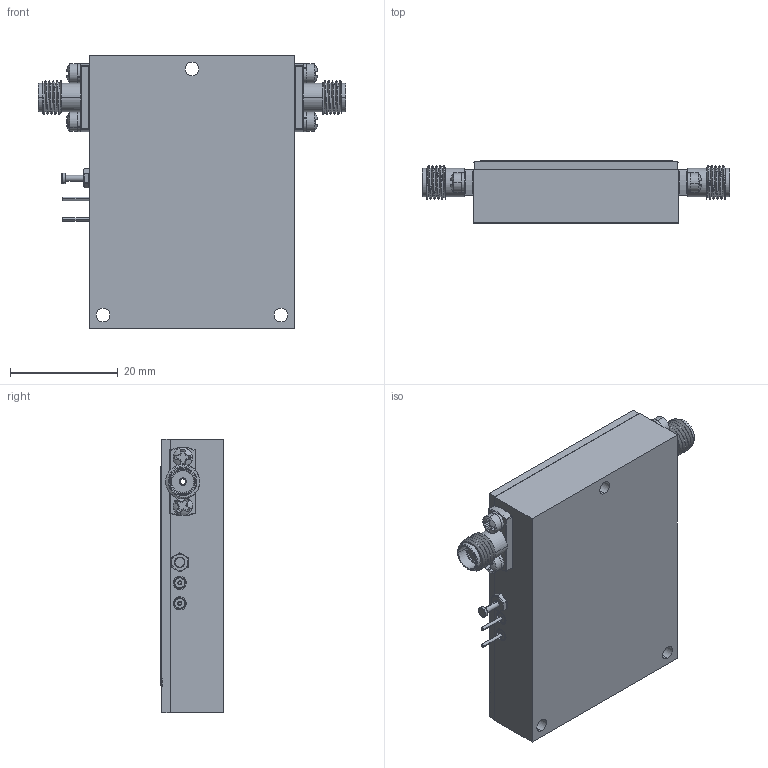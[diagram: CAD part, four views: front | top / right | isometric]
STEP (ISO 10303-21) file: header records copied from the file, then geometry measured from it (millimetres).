
FILE_DESCRIPTION (( 'STEP AP214' ), '1' );
FILE_NAME ('PA-618-25G-6NF-30DBM-15V-SFF.STEP', '2025-02-28T14:58:36', ( '' ), ( '' ), 'SwSTEP 2.0', 'SolidWorks 2024', '' );
FILE_SCHEMA (( 'AUTOMOTIVE_DESIGN' ));
Length unit declared in the file: inch
Products named in the file (1): PA-618-25G-6NF-30DBM-15V-SFF
Bounding box: 57.15 x 11.61 x 50.8 mm (x, y, z)
Surface area: 9264.7 mm2 (no closed solid volume)
Topology: 0 solids, 34 shells, 725 faces, 3135 edges, 2507 vertices
Faces by surface type: plane 417, cylinder 131, cone 79, torus 63, sphere 19, bspline 16
Entity records: 44947 total; most frequent: CARTESIAN_POINT 13010, ORIENTED_EDGE 5646, DIRECTION 4649, EDGE_CURVE 3102, VERTEX_POINT 2507, AXIS2_PLACEMENT_3D 1557, LINE 1535, VECTOR 1535
